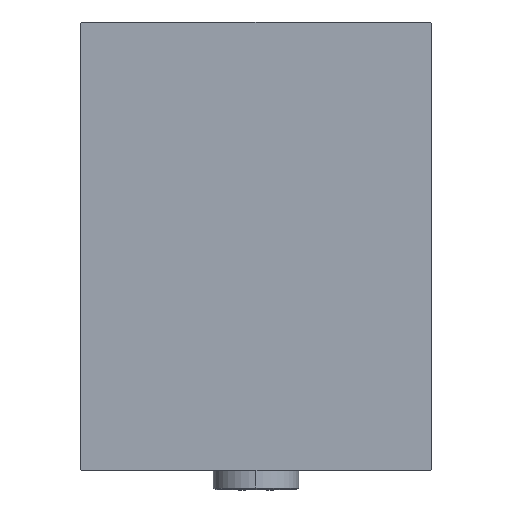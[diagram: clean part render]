
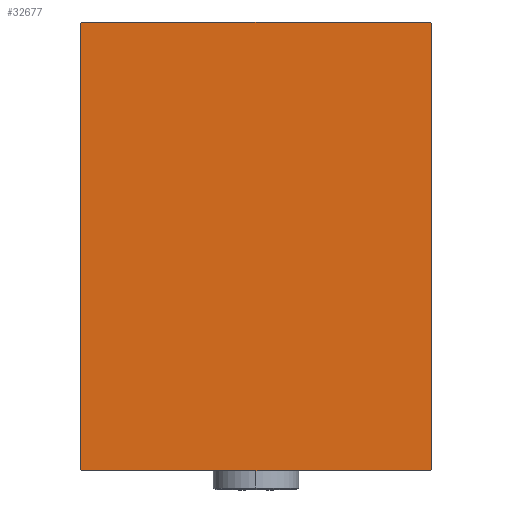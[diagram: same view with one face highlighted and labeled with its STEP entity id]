
A CAD part, left-side view. The second image highlights one B-rep face of the part: STEP entity #32677.
In plain terms, the highlighted face is planar.
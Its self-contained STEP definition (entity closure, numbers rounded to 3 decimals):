
#964 = CARTESIAN_POINT ( 'NONE',  ( 138., -45., 57.2 ) ) ;
#2448 = ORIENTED_EDGE ( 'NONE', *, *, #2982, .T. ) ;
#2982 = EDGE_CURVE ( 'NONE', #44550, #25722, #23945, .T. ) ;
#4435 = VECTOR ( 'NONE', #26631, 1000. ) ;
#5345 = VECTOR ( 'NONE', #24709, 1000. ) ;
#5602 = VERTEX_POINT ( 'NONE', #6508 ) ;
#6508 = CARTESIAN_POINT ( 'NONE',  ( 138., 44.7, 57.5 ) ) ;
#6737 = ORIENTED_EDGE ( 'NONE', *, *, #12897, .T. ) ;
#7742 = CARTESIAN_POINT ( 'NONE',  ( 138., -51.1, -51.1 ) ) ;
#8053 = FACE_OUTER_BOUND ( 'NONE', #40040, .T. ) ;
#8666 = EDGE_CURVE ( 'NONE', #21735, #44550, #18276, .T. ) ;
#9037 = EDGE_CURVE ( 'NONE', #10790, #21735, #24149, .T. ) ;
#9819 = DIRECTION ( 'NONE',  ( 0., 1., 0. ) ) ;
#10375 = LINE ( 'NONE', #24951, #17488 ) ;
#10790 = VERTEX_POINT ( 'NONE', #39784 ) ;
#11542 = CARTESIAN_POINT ( 'NONE',  ( 138., 44.7, -57.5 ) ) ;
#12026 = LINE ( 'NONE', #7742, #28173 ) ;
#12897 = EDGE_CURVE ( 'NONE', #35810, #14974, #37823, .T. ) ;
#13645 = CARTESIAN_POINT ( 'NONE',  ( 138., -51.1, 51.1 ) ) ;
#14698 = CARTESIAN_POINT ( 'NONE',  ( 138., 51.1, -51.1 ) ) ;
#14974 = VERTEX_POINT ( 'NONE', #15718 ) ;
#15718 = CARTESIAN_POINT ( 'NONE',  ( 138., -45., -57.2 ) ) ;
#17299 = DIRECTION ( 'NONE',  ( 0., -1., 0. ) ) ;
#17301 = VERTEX_POINT ( 'NONE', #18168 ) ;
#17452 = PLANE ( 'NONE',  #27163 ) ;
#17488 = VECTOR ( 'NONE', #17299, 1000. ) ;
#18168 = CARTESIAN_POINT ( 'NONE',  ( 138., -44.7, 57.5 ) ) ;
#18276 = LINE ( 'NONE', #14698, #22705 ) ;
#18847 = ORIENTED_EDGE ( 'NONE', *, *, #8666, .T. ) ;
#19419 = DIRECTION ( 'NONE',  ( 0., 0., 1. ) ) ;
#20565 = CARTESIAN_POINT ( 'NONE',  ( 138., -45., -57.5 ) ) ;
#20820 = CARTESIAN_POINT ( 'NONE',  ( 138., 45., -57.2 ) ) ;
#21297 = LINE ( 'NONE', #13645, #42172 ) ;
#21735 = VERTEX_POINT ( 'NONE', #11542 ) ;
#22086 = EDGE_CURVE ( 'NONE', #17301, #35810, #21297, .T. ) ;
#22705 = VECTOR ( 'NONE', #29274, 1000. ) ;
#23945 = LINE ( 'NONE', #34933, #42331 ) ;
#24121 = ORIENTED_EDGE ( 'NONE', *, *, #42345, .T. ) ;
#24149 = LINE ( 'NONE', #20565, #47003 ) ;
#24709 = DIRECTION ( 'NONE',  ( 0., -0.707, 0.707 ) ) ;
#24951 = CARTESIAN_POINT ( 'NONE',  ( 138., 45., 57.5 ) ) ;
#25722 = VERTEX_POINT ( 'NONE', #36115 ) ;
#26631 = DIRECTION ( 'NONE',  ( 0., 0., -1. ) ) ;
#26861 = CARTESIAN_POINT ( 'NONE',  ( 138., -45., 57.5 ) ) ;
#27163 = AXIS2_PLACEMENT_3D ( 'NONE', #32039, #43003, #46584 ) ;
#28173 = VECTOR ( 'NONE', #43789, 1000. ) ;
#28417 = ORIENTED_EDGE ( 'NONE', *, *, #9037, .T. ) ;
#28467 = DIRECTION ( 'NONE',  ( 0., -0.707, -0.707 ) ) ;
#29274 = DIRECTION ( 'NONE',  ( 0., 0.707, 0.707 ) ) ;
#32039 = CARTESIAN_POINT ( 'NONE',  ( 138., 0., 0. ) ) ;
#32081 = ORIENTED_EDGE ( 'NONE', *, *, #22086, .T. ) ;
#32677 = ADVANCED_FACE ( 'NONE', ( #8053 ), #17452, .T. ) ;
#34933 = CARTESIAN_POINT ( 'NONE',  ( 138., 45., -57.5 ) ) ;
#35810 = VERTEX_POINT ( 'NONE', #964 ) ;
#36115 = CARTESIAN_POINT ( 'NONE',  ( 138., 45., 57.2 ) ) ;
#36354 = ORIENTED_EDGE ( 'NONE', *, *, #39718, .T. ) ;
#37823 = LINE ( 'NONE', #26861, #4435 ) ;
#38733 = ORIENTED_EDGE ( 'NONE', *, *, #39490, .T. ) ;
#39250 = LINE ( 'NONE', #46648, #5345 ) ;
#39490 = EDGE_CURVE ( 'NONE', #5602, #17301, #10375, .T. ) ;
#39718 = EDGE_CURVE ( 'NONE', #14974, #10790, #12026, .T. ) ;
#39784 = CARTESIAN_POINT ( 'NONE',  ( 138., -44.7, -57.5 ) ) ;
#40040 = EDGE_LOOP ( 'NONE', ( #28417, #18847, #2448, #24121, #38733, #32081, #6737, #36354 ) ) ;
#42172 = VECTOR ( 'NONE', #28467, 1000. ) ;
#42331 = VECTOR ( 'NONE', #19419, 1000. ) ;
#42345 = EDGE_CURVE ( 'NONE', #25722, #5602, #39250, .T. ) ;
#43003 = DIRECTION ( 'NONE',  ( 1., 0., 0. ) ) ;
#43789 = DIRECTION ( 'NONE',  ( 0., 0.707, -0.707 ) ) ;
#44550 = VERTEX_POINT ( 'NONE', #20820 ) ;
#46584 = DIRECTION ( 'NONE',  ( 0., 0., -1. ) ) ;
#46648 = CARTESIAN_POINT ( 'NONE',  ( 138., 51.1, 51.1 ) ) ;
#47003 = VECTOR ( 'NONE', #9819, 1000. ) ;
